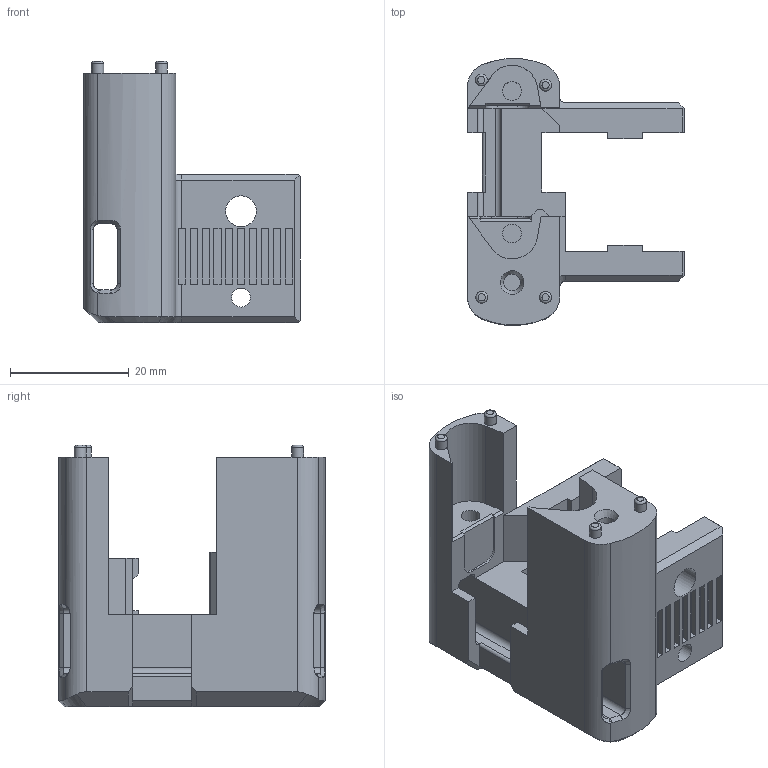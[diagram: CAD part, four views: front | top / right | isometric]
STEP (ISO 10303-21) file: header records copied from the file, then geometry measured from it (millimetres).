
FILE_DESCRIPTION(/* description */ (''),/* implementation_level */ '2;1');
FILE_NAME(/* name */ 'Front-Idlers_Housing_40mmBolt.stp',/* time_stamp */ '2021-09-27T02:43:22+02:00',/* author */ ('Rama'),/* organization */ (''),/* preprocessor_version */ 'ST-DEVELOPER v18.1',/* originating_system */ 'Autodesk Inventor 2022',/* authorisation */ '');
FILE_SCHEMA (('AUTOMOTIVE_DESIGN { 1 0 10303 214 3 1 1 }'));
Length unit declared in the file: millimetre
Products named in the file (1): Front-Idlers_Housing_40mmBolt
Bounding box: 36.5 x 44.85 x 44 mm (x, y, z)
Volume: 20606.3 mm3; surface area: 10532.2 mm2
Topology: 1 solids, 2 shells, 308 faces, 811 edges, 524 vertices
Faces by surface type: plane 230, cylinder 37, bspline 26, cone 11, torus 4
Full cylindrical faces by diameter (mm): 2 x4, 2.8 x1, 3.15 x2, 3.2 x2, 5.2 x2
Entity records: 10071 total; most frequent: CARTESIAN_POINT 2510, ORIENTED_EDGE 1622, DIRECTION 1420, EDGE_CURVE 811, LINE 650, VECTOR 650, VERTEX_POINT 524, AXIS2_PLACEMENT_3D 385
